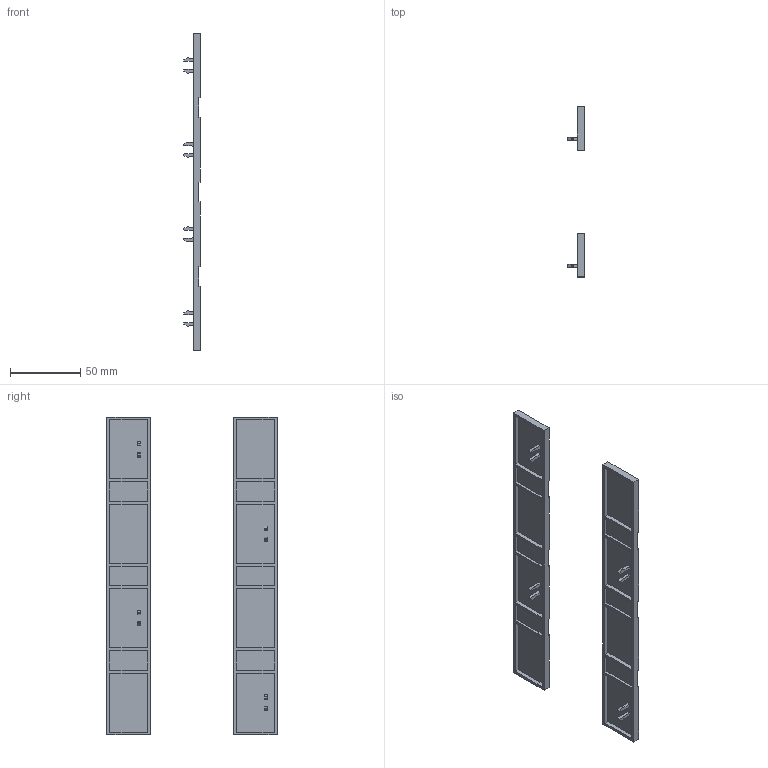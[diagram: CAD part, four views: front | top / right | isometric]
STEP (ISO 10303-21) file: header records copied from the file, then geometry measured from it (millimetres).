
FILE_DESCRIPTION(/* description */ ('STEP AP214'),/* implementation_level */ '2;1');
FILE_NAME(/* name */ '01131',/* time_stamp */ '2024-11-11T16:39:17+01:00',/* author */ ('License CC BY-ND 4.0'),/* organization */ ('CADENAS'),/* preprocessor_version */ 'ST-DEVELOPER v19.3',/* originating_system */ 'PARTsolutions',/* authorisation */ ' ');
FILE_SCHEMA (('AUTOMOTIVE_DESIGN {1 0 10303 214 3 1 1}'));
Length unit declared in the file: millimetre
Products named in the file (3): 01131; 0113110b; 01131b2
Assembly tree (2 placements, depth 2):
  01131
    0113110b
    01131b2
Bounding box: 11.76 x 121 x 226 mm (x, y, z)
Volume: 36078.9 mm3; surface area: 38338.9 mm2
Topology: 2 solids, 2 shells, 170 faces, 432 edges, 288 vertices
Faces by surface type: plane 170
Entity records: 5091 total; most frequent: CARTESIAN_POINT 893, ORIENTED_EDGE 864, DIRECTION 778, EDGE_CURVE 432, LINE 432, VECTOR 432, VERTEX_POINT 288, EDGE_LOOP 192
